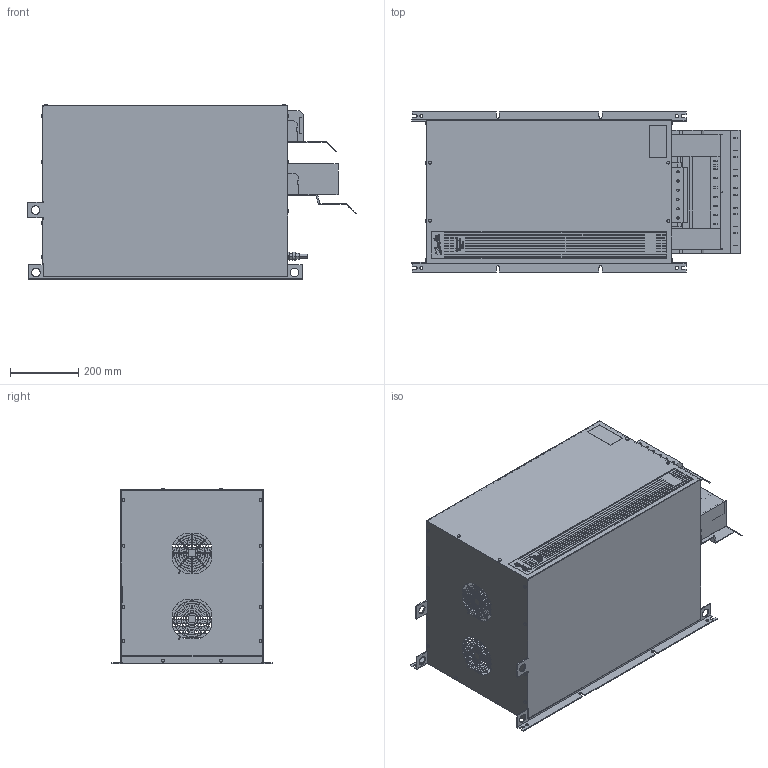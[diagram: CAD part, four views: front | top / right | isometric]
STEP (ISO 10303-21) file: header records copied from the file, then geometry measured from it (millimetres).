
FILE_DESCRIPTION((''),'2;1');
FILE_NAME('X8_IP20_IF_OUT','2023-05-11T11:29:49',('U388355'),('Danfoss Power Electronics'),'CREO PARAMETRIC BY PTC INC, 2020342','CREO PARAMETRIC BY PTC INC, 2020342','');
FILE_SCHEMA(('CONFIG_CONTROL_DESIGN','GEOMETRIC_VALIDATION_PROPERTIES_MIM'));
Products named in the file (1): X8_IP20_IF_OUT
Bounding box: 958.56 x 468 x 513.5 mm (x, y, z)
Volume: 9084206.1 mm3; surface area: 4255710.5 mm2
Topology: 8 solids, 8 shells, 2471 faces, 6953 edges, 4631 vertices
Faces by surface type: plane 1748, cylinder 667, extrusion 56
Entity records: 82183 total; most frequent: CARTESIAN_POINT 15902, ORIENTED_EDGE 13906, DIRECTION 13083, EDGE_CURVE 6953, VECTOR 5531, LINE 5475, VERTEX_POINT 4631, AXIS2_PLACEMENT_3D 3776
